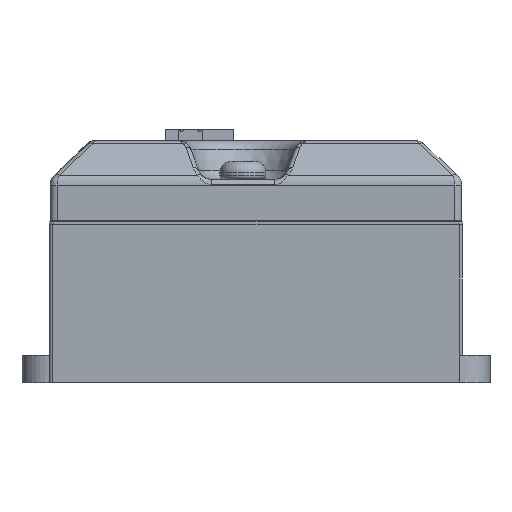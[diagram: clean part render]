
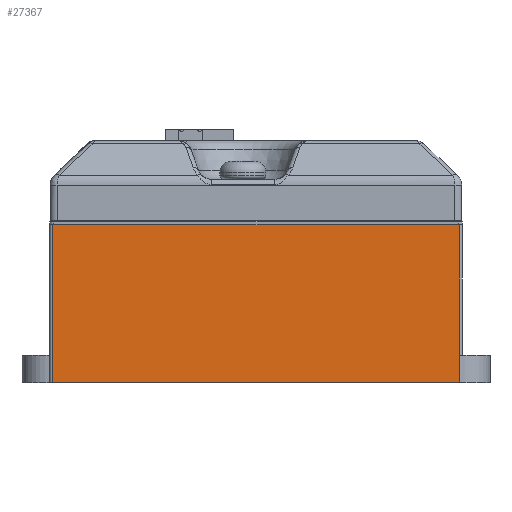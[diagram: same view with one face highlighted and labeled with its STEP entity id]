
A CAD part, left-side view. The second image highlights one B-rep face of the part: STEP entity #27367.
In plain terms, the highlighted planar face has unit normal (-1, 0, 0).
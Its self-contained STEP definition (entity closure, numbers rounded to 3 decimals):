
#26403 = VERTEX_POINT('',#26404);
#26404 = CARTESIAN_POINT('',(-23.,-14.7,11.5));
#26412 = VERTEX_POINT('',#26413);
#26413 = CARTESIAN_POINT('',(-23.,14.7,11.5));
#26419 = EDGE_CURVE('',#26403,#26412,#26420,.T.);
#26420 = LINE('',#26421,#26422);
#26421 = CARTESIAN_POINT('',(-23.,-17.,11.5));
#26422 = VECTOR('',#26423,1.);
#26423 = DIRECTION('',(0.,1.,0.));
#27367 = ADVANCED_FACE('',(#27368),#27417,.T.);
#27368 = FACE_BOUND('',#27369,.T.);
#27369 = EDGE_LOOP('',(#27370,#27380,#27388,#27396,#27402,#27403,#27411)
  );
#27370 = ORIENTED_EDGE('',*,*,#27371,.F.);
#27371 = EDGE_CURVE('',#27372,#27374,#27376,.T.);
#27372 = VERTEX_POINT('',#27373);
#27373 = CARTESIAN_POINT('',(-23.,-14.8,0.));
#27374 = VERTEX_POINT('',#27375);
#27375 = CARTESIAN_POINT('',(-23.,14.8,0.));
#27376 = LINE('',#27377,#27378);
#27377 = CARTESIAN_POINT('',(-23.,-17.,0.));
#27378 = VECTOR('',#27379,1.);
#27379 = DIRECTION('',(0.,1.,0.));
#27380 = ORIENTED_EDGE('',*,*,#27381,.T.);
#27381 = EDGE_CURVE('',#27372,#27382,#27384,.T.);
#27382 = VERTEX_POINT('',#27383);
#27383 = CARTESIAN_POINT('',(-23.,-14.8,2.));
#27384 = LINE('',#27385,#27386);
#27385 = CARTESIAN_POINT('',(-23.,-14.8,0.));
#27386 = VECTOR('',#27387,1.);
#27387 = DIRECTION('',(0.,0.,1.));
#27388 = ORIENTED_EDGE('',*,*,#27389,.T.);
#27389 = EDGE_CURVE('',#27382,#27390,#27392,.T.);
#27390 = VERTEX_POINT('',#27391);
#27391 = CARTESIAN_POINT('',(-23.,-14.8,11.5));
#27392 = LINE('',#27393,#27394);
#27393 = CARTESIAN_POINT('',(-23.,-14.8,2.));
#27394 = VECTOR('',#27395,1.);
#27395 = DIRECTION('',(0.,0.,1.));
#27396 = ORIENTED_EDGE('',*,*,#27397,.T.);
#27397 = EDGE_CURVE('',#27390,#26403,#27398,.T.);
#27398 = LINE('',#27399,#27400);
#27399 = CARTESIAN_POINT('',(-23.,-17.,11.5));
#27400 = VECTOR('',#27401,1.);
#27401 = DIRECTION('',(0.,1.,0.));
#27402 = ORIENTED_EDGE('',*,*,#26419,.T.);
#27403 = ORIENTED_EDGE('',*,*,#27404,.T.);
#27404 = EDGE_CURVE('',#26412,#27405,#27407,.T.);
#27405 = VERTEX_POINT('',#27406);
#27406 = CARTESIAN_POINT('',(-23.,14.8,11.5));
#27407 = LINE('',#27408,#27409);
#27408 = CARTESIAN_POINT('',(-23.,-17.,11.5));
#27409 = VECTOR('',#27410,1.);
#27410 = DIRECTION('',(0.,1.,0.));
#27411 = ORIENTED_EDGE('',*,*,#27412,.F.);
#27412 = EDGE_CURVE('',#27374,#27405,#27413,.T.);
#27413 = LINE('',#27414,#27415);
#27414 = CARTESIAN_POINT('',(-23.,14.8,0.));
#27415 = VECTOR('',#27416,1.);
#27416 = DIRECTION('',(0.,0.,1.));
#27417 = PLANE('',#27418);
#27418 = AXIS2_PLACEMENT_3D('',#27419,#27420,#27421);
#27419 = CARTESIAN_POINT('',(-23.,-17.,0.));
#27420 = DIRECTION('',(-1.,0.,0.));
#27421 = DIRECTION('',(0.,1.,0.));
